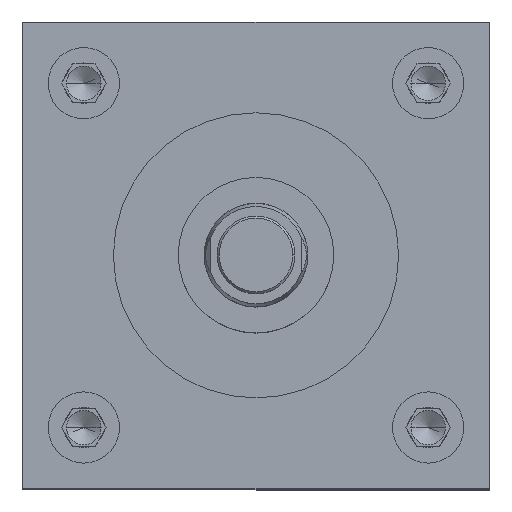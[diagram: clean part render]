
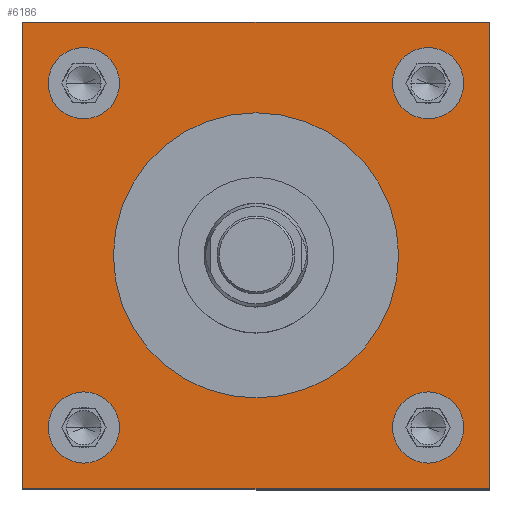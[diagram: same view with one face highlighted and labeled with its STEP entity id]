
A CAD part, top view. The second image highlights one B-rep face of the part: STEP entity #6186.
In plain terms, the highlighted planar face has unit normal (0, 0, 1).
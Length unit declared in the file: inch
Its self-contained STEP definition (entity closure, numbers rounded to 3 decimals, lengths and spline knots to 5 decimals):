
#208 = DIRECTION ( 'NONE',  ( 0., 0., -1. ) ) ;
#283 = DIRECTION ( 'NONE',  ( 0., 0., 1. ) ) ;
#334 = ORIENTED_EDGE ( 'NONE', *, *, #477, .T. ) ;
#476 = AXIS2_PLACEMENT_3D ( 'NONE', #4093, #761, #5150 ) ;
#477 = EDGE_CURVE ( 'NONE', #5509, #4345, #867, .T. ) ;
#534 = DIRECTION ( 'NONE',  ( 0., -1., 0. ) ) ;
#586 = CIRCLE ( 'NONE', #4424, 0.3435 ) ;
#615 = VERTEX_POINT ( 'NONE', #5357 ) ;
#660 = FACE_BOUND ( 'NONE', #3791, .T. ) ;
#688 = CARTESIAN_POINT ( 'NONE',  ( 1.3165, -1.66, 7.25 ) ) ;
#701 = CARTESIAN_POINT ( 'NONE',  ( -1.66, 1.66, 7.25 ) ) ;
#744 = FACE_OUTER_BOUND ( 'NONE', #2532, .T. ) ;
#761 = DIRECTION ( 'NONE',  ( 0., 0., 1. ) ) ;
#867 = LINE ( 'NONE', #2328, #5801 ) ;
#912 = CARTESIAN_POINT ( 'NONE',  ( -1.3165, 1.66, 7.25 ) ) ;
#963 = CARTESIAN_POINT ( 'NONE',  ( 1.375, 0., 7.25 ) ) ;
#973 = DIRECTION ( 'NONE',  ( 0., 0., 1. ) ) ;
#991 = AXIS2_PLACEMENT_3D ( 'NONE', #3192, #208, #3097 ) ;
#1005 = CARTESIAN_POINT ( 'NONE',  ( 2.0035, -1.66, 7.25 ) ) ;
#1012 = CARTESIAN_POINT ( 'NONE',  ( 2.25, -2.25, 7.25 ) ) ;
#1024 = ORIENTED_EDGE ( 'NONE', *, *, #5030, .F. ) ;
#1107 = LINE ( 'NONE', #2922, #4484 ) ;
#1125 = CARTESIAN_POINT ( 'NONE',  ( 0., 0., 7.25 ) ) ;
#1154 = FACE_BOUND ( 'NONE', #5084, .T. ) ;
#1171 = CIRCLE ( 'NONE', #5424, 0.3435 ) ;
#1240 = AXIS2_PLACEMENT_3D ( 'NONE', #4305, #973, #1980 ) ;
#1243 = FACE_BOUND ( 'NONE', #5499, .T. ) ;
#1361 = CARTESIAN_POINT ( 'NONE',  ( -2.25, -2.25, 7.25 ) ) ;
#1379 = CARTESIAN_POINT ( 'NONE',  ( 1.66, -1.66, 7.25 ) ) ;
#1402 = EDGE_CURVE ( 'NONE', #6040, #6196, #4601, .T. ) ;
#1447 = VERTEX_POINT ( 'NONE', #5069 ) ;
#1486 = ORIENTED_EDGE ( 'NONE', *, *, #2133, .T. ) ;
#1543 = ORIENTED_EDGE ( 'NONE', *, *, #4606, .F. ) ;
#1544 = CIRCLE ( 'NONE', #6012, 0.3435 ) ;
#1576 = AXIS2_PLACEMENT_3D ( 'NONE', #1125, #5535, #3158 ) ;
#1586 = EDGE_CURVE ( 'NONE', #4649, #6123, #4696, .T. ) ;
#1626 = VERTEX_POINT ( 'NONE', #3694 ) ;
#1634 = AXIS2_PLACEMENT_3D ( 'NONE', #2625, #4106, #4559 ) ;
#1747 = DIRECTION ( 'NONE',  ( 1., 0., 0. ) ) ;
#1789 = CIRCLE ( 'NONE', #1576, 1.375 ) ;
#1799 = CARTESIAN_POINT ( 'NONE',  ( 0., 0., 7.25 ) ) ;
#1814 = CARTESIAN_POINT ( 'NONE',  ( -1.375, 0., 7.25 ) ) ;
#1837 = DIRECTION ( 'NONE',  ( 1., 0., 0. ) ) ;
#1841 = VERTEX_POINT ( 'NONE', #963 ) ;
#1850 = DIRECTION ( 'NONE',  ( 0., 0., 1. ) ) ;
#1980 = DIRECTION ( 'NONE',  ( 1., 0., 0. ) ) ;
#2088 = DIRECTION ( 'NONE',  ( -1., 0., 0. ) ) ;
#2133 = EDGE_CURVE ( 'NONE', #5596, #5509, #2835, .T. ) ;
#2134 = FACE_BOUND ( 'NONE', #4301, .T. ) ;
#2328 = CARTESIAN_POINT ( 'NONE',  ( -2.25, -2.25, 7.25 ) ) ;
#2532 = EDGE_LOOP ( 'NONE', ( #1486, #334, #2827, #6009 ) ) ;
#2555 = VERTEX_POINT ( 'NONE', #2969 ) ;
#2579 = CIRCLE ( 'NONE', #476, 0.3435 ) ;
#2594 = FACE_BOUND ( 'NONE', #4645, .T. ) ;
#2625 = CARTESIAN_POINT ( 'NONE',  ( -1.66, 1.66, 7.25 ) ) ;
#2635 = ORIENTED_EDGE ( 'NONE', *, *, #4128, .F. ) ;
#2700 = VECTOR ( 'NONE', #534, 39.37008 ) ;
#2736 = VERTEX_POINT ( 'NONE', #4250 ) ;
#2827 = ORIENTED_EDGE ( 'NONE', *, *, #5805, .T. ) ;
#2835 = LINE ( 'NONE', #1361, #2700 ) ;
#2849 = ORIENTED_EDGE ( 'NONE', *, *, #1402, .F. ) ;
#2922 = CARTESIAN_POINT ( 'NONE',  ( -2.25, 2.25, 7.25 ) ) ;
#2969 = CARTESIAN_POINT ( 'NONE',  ( -1.3165, -1.66, 7.25 ) ) ;
#2980 = AXIS2_PLACEMENT_3D ( 'NONE', #4273, #5198, #5257 ) ;
#3075 = DIRECTION ( 'NONE',  ( 0., 1., 0. ) ) ;
#3096 = CIRCLE ( 'NONE', #3568, 1.375 ) ;
#3097 = DIRECTION ( 'NONE',  ( -1., 0., 0. ) ) ;
#3158 = DIRECTION ( 'NONE',  ( 1., 0., 0. ) ) ;
#3192 = CARTESIAN_POINT ( 'NONE',  ( -2.25, 2.25, 7.25 ) ) ;
#3218 = CARTESIAN_POINT ( 'NONE',  ( 1.66, 1.66, 7.25 ) ) ;
#3239 = DIRECTION ( 'NONE',  ( 0., 0., 1. ) ) ;
#3487 = EDGE_CURVE ( 'NONE', #6196, #6040, #1171, .T. ) ;
#3547 = ORIENTED_EDGE ( 'NONE', *, *, #4075, .F. ) ;
#3568 = AXIS2_PLACEMENT_3D ( 'NONE', #1799, #3239, #3802 ) ;
#3600 = PLANE ( 'NONE',  #991 ) ;
#3603 = CIRCLE ( 'NONE', #4417, 0.3435 ) ;
#3694 = CARTESIAN_POINT ( 'NONE',  ( 2.25, 2.25, 7.25 ) ) ;
#3791 = EDGE_LOOP ( 'NONE', ( #1024, #6002 ) ) ;
#3802 = DIRECTION ( 'NONE',  ( 1., 0., 0. ) ) ;
#3913 = EDGE_CURVE ( 'NONE', #1626, #5596, #1107, .T. ) ;
#3985 = CARTESIAN_POINT ( 'NONE',  ( -2.0035, 1.66, 7.25 ) ) ;
#4075 = EDGE_CURVE ( 'NONE', #2736, #2555, #2579, .T. ) ;
#4093 = CARTESIAN_POINT ( 'NONE',  ( -1.66, -1.66, 7.25 ) ) ;
#4096 = ORIENTED_EDGE ( 'NONE', *, *, #6139, .F. ) ;
#4106 = DIRECTION ( 'NONE',  ( 0., 0., 1. ) ) ;
#4117 = LINE ( 'NONE', #5543, #4918 ) ;
#4128 = EDGE_CURVE ( 'NONE', #6123, #4649, #1544, .T. ) ;
#4196 = EDGE_CURVE ( 'NONE', #4965, #1841, #3096, .T. ) ;
#4197 = CARTESIAN_POINT ( 'NONE',  ( 1.66, 1.66, 7.25 ) ) ;
#4225 = DIRECTION ( 'NONE',  ( 0., 0., 1. ) ) ;
#4250 = CARTESIAN_POINT ( 'NONE',  ( -2.0035, -1.66, 7.25 ) ) ;
#4260 = DIRECTION ( 'NONE',  ( 1., 0., 0. ) ) ;
#4273 = CARTESIAN_POINT ( 'NONE',  ( -1.66, -1.66, 7.25 ) ) ;
#4301 = EDGE_LOOP ( 'NONE', ( #1543, #3547 ) ) ;
#4305 = CARTESIAN_POINT ( 'NONE',  ( 1.66, -1.66, 7.25 ) ) ;
#4345 = VERTEX_POINT ( 'NONE', #1012 ) ;
#4417 = AXIS2_PLACEMENT_3D ( 'NONE', #4197, #4659, #1747 ) ;
#4424 = AXIS2_PLACEMENT_3D ( 'NONE', #3218, #4225, #1837 ) ;
#4475 = ORIENTED_EDGE ( 'NONE', *, *, #3487, .F. ) ;
#4482 = ORIENTED_EDGE ( 'NONE', *, *, #4196, .F. ) ;
#4484 = VECTOR ( 'NONE', #2088, 39.37008 ) ;
#4559 = DIRECTION ( 'NONE',  ( 1., 0., 0. ) ) ;
#4578 = DIRECTION ( 'NONE',  ( 1., 0., 0. ) ) ;
#4601 = CIRCLE ( 'NONE', #1240, 0.3435 ) ;
#4606 = EDGE_CURVE ( 'NONE', #2555, #2736, #5973, .T. ) ;
#4645 = EDGE_LOOP ( 'NONE', ( #4096, #4482 ) ) ;
#4649 = VERTEX_POINT ( 'NONE', #912 ) ;
#4659 = DIRECTION ( 'NONE',  ( 0., 0., 1. ) ) ;
#4696 = CIRCLE ( 'NONE', #1634, 0.3435 ) ;
#4918 = VECTOR ( 'NONE', #3075, 39.37008 ) ;
#4965 = VERTEX_POINT ( 'NONE', #1814 ) ;
#5030 = EDGE_CURVE ( 'NONE', #615, #1447, #3603, .T. ) ;
#5069 = CARTESIAN_POINT ( 'NONE',  ( 1.3165, 1.66, 7.25 ) ) ;
#5084 = EDGE_LOOP ( 'NONE', ( #2849, #4475 ) ) ;
#5140 = DIRECTION ( 'NONE',  ( 1., 0., 0. ) ) ;
#5150 = DIRECTION ( 'NONE',  ( 1., 0., 0. ) ) ;
#5198 = DIRECTION ( 'NONE',  ( 0., 0., 1. ) ) ;
#5257 = DIRECTION ( 'NONE',  ( 1., 0., 0. ) ) ;
#5357 = CARTESIAN_POINT ( 'NONE',  ( 2.0035, 1.66, 7.25 ) ) ;
#5424 = AXIS2_PLACEMENT_3D ( 'NONE', #1379, #1850, #5140 ) ;
#5426 = EDGE_CURVE ( 'NONE', #1447, #615, #586, .T. ) ;
#5499 = EDGE_LOOP ( 'NONE', ( #6148, #2635 ) ) ;
#5509 = VERTEX_POINT ( 'NONE', #6150 ) ;
#5535 = DIRECTION ( 'NONE',  ( 0., 0., 1. ) ) ;
#5543 = CARTESIAN_POINT ( 'NONE',  ( 2.25, -2.25, 7.25 ) ) ;
#5596 = VERTEX_POINT ( 'NONE', #5952 ) ;
#5801 = VECTOR ( 'NONE', #4260, 39.37008 ) ;
#5805 = EDGE_CURVE ( 'NONE', #4345, #1626, #4117, .T. ) ;
#5952 = CARTESIAN_POINT ( 'NONE',  ( -2.25, 2.25, 7.25 ) ) ;
#5973 = CIRCLE ( 'NONE', #2980, 0.3435 ) ;
#6002 = ORIENTED_EDGE ( 'NONE', *, *, #5426, .F. ) ;
#6009 = ORIENTED_EDGE ( 'NONE', *, *, #3913, .T. ) ;
#6012 = AXIS2_PLACEMENT_3D ( 'NONE', #701, #283, #4578 ) ;
#6040 = VERTEX_POINT ( 'NONE', #1005 ) ;
#6123 = VERTEX_POINT ( 'NONE', #3985 ) ;
#6139 = EDGE_CURVE ( 'NONE', #1841, #4965, #1789, .T. ) ;
#6148 = ORIENTED_EDGE ( 'NONE', *, *, #1586, .F. ) ;
#6150 = CARTESIAN_POINT ( 'NONE',  ( -2.25, -2.25, 7.25 ) ) ;
#6186 = ADVANCED_FACE ( 'NONE', ( #1154, #660, #2134, #1243, #2594, #744 ), #3600, .F. ) ;
#6196 = VERTEX_POINT ( 'NONE', #688 ) ;
